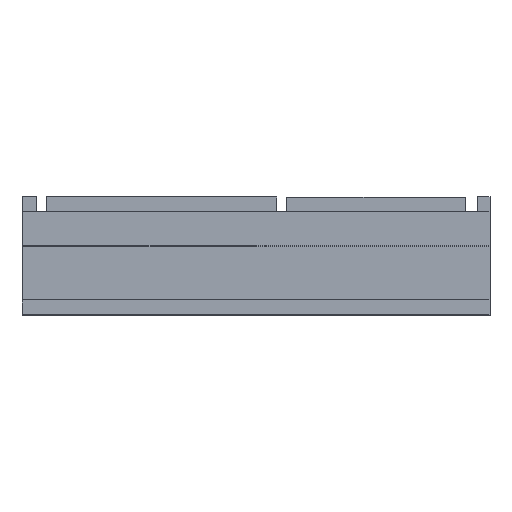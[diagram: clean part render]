
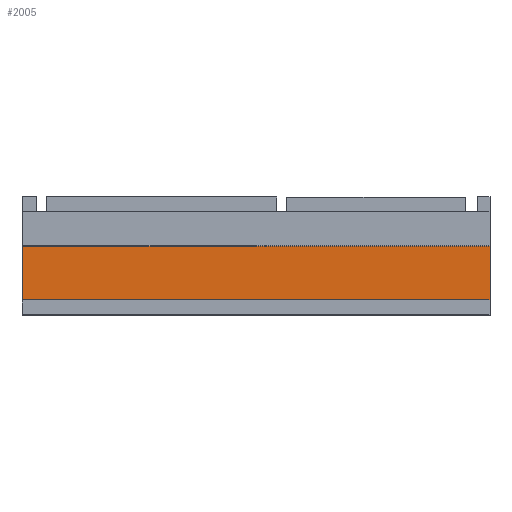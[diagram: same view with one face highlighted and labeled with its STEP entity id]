
A CAD part, top view. The second image highlights one B-rep face of the part: STEP entity #2005.
In plain terms, the highlighted planar face has unit normal (0, 0, 1).
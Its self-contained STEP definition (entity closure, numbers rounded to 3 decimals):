
#146 = PLANE ( 'NONE',  #3248 ) ;
#399 = DIRECTION ( 'NONE',  ( 1., 0., 0. ) ) ;
#402 = EDGE_CURVE ( 'NONE', #652, #571, #457, .T. ) ;
#422 = VERTEX_POINT ( 'NONE', #486 ) ;
#457 = LINE ( 'NONE', #2010, #1660 ) ;
#486 = CARTESIAN_POINT ( 'NONE',  ( -218.248, 14., 500.725 ) ) ;
#499 = LINE ( 'NONE', #1673, #552 ) ;
#552 = VECTOR ( 'NONE', #3211, 1000. ) ;
#571 = VERTEX_POINT ( 'NONE', #994 ) ;
#652 = VERTEX_POINT ( 'NONE', #2649 ) ;
#819 = ORIENTED_EDGE ( 'NONE', *, *, #402, .T. ) ;
#994 = CARTESIAN_POINT ( 'NONE',  ( -122.748, 3., 500.725 ) ) ;
#1487 = ORIENTED_EDGE ( 'NONE', *, *, #1913, .F. ) ;
#1660 = VECTOR ( 'NONE', #3556, 1000. ) ;
#1673 = CARTESIAN_POINT ( 'NONE',  ( -218.248, 3., 500.725 ) ) ;
#1726 = FACE_OUTER_BOUND ( 'NONE', #2204, .T. ) ;
#1736 = CARTESIAN_POINT ( 'NONE',  ( -122.748, 14., 500.725 ) ) ;
#1780 = LINE ( 'NONE', #4127, #2850 ) ;
#1913 = EDGE_CURVE ( 'NONE', #422, #2778, #4636, .T. ) ;
#2005 = ADVANCED_FACE ( 'NONE', ( #1726 ), #146, .F. ) ;
#2010 = CARTESIAN_POINT ( 'NONE',  ( -218.248, 3., 500.725 ) ) ;
#2028 = DIRECTION ( 'NONE',  ( -1., 0., 0. ) ) ;
#2122 = EDGE_CURVE ( 'NONE', #571, #2778, #1780, .T. ) ;
#2204 = EDGE_LOOP ( 'NONE', ( #4398, #1487, #2736, #819 ) ) ;
#2447 = VECTOR ( 'NONE', #399, 1000. ) ;
#2649 = CARTESIAN_POINT ( 'NONE',  ( -218.248, 3., 500.725 ) ) ;
#2736 = ORIENTED_EDGE ( 'NONE', *, *, #4139, .F. ) ;
#2778 = VERTEX_POINT ( 'NONE', #1736 ) ;
#2850 = VECTOR ( 'NONE', #4533, 1000. ) ;
#3211 = DIRECTION ( 'NONE',  ( 0., 1., 0. ) ) ;
#3248 = AXIS2_PLACEMENT_3D ( 'NONE', #4053, #3999, #2028 ) ;
#3556 = DIRECTION ( 'NONE',  ( 1., 0., 0. ) ) ;
#3999 = DIRECTION ( 'NONE',  ( 0., 0., -1. ) ) ;
#4053 = CARTESIAN_POINT ( 'NONE',  ( -218.248, 3., 500.725 ) ) ;
#4127 = CARTESIAN_POINT ( 'NONE',  ( -122.748, 3., 500.725 ) ) ;
#4139 = EDGE_CURVE ( 'NONE', #652, #422, #499, .T. ) ;
#4330 = CARTESIAN_POINT ( 'NONE',  ( -218.248, 14., 500.725 ) ) ;
#4398 = ORIENTED_EDGE ( 'NONE', *, *, #2122, .T. ) ;
#4533 = DIRECTION ( 'NONE',  ( 0., 1., 0. ) ) ;
#4636 = LINE ( 'NONE', #4330, #2447 ) ;
